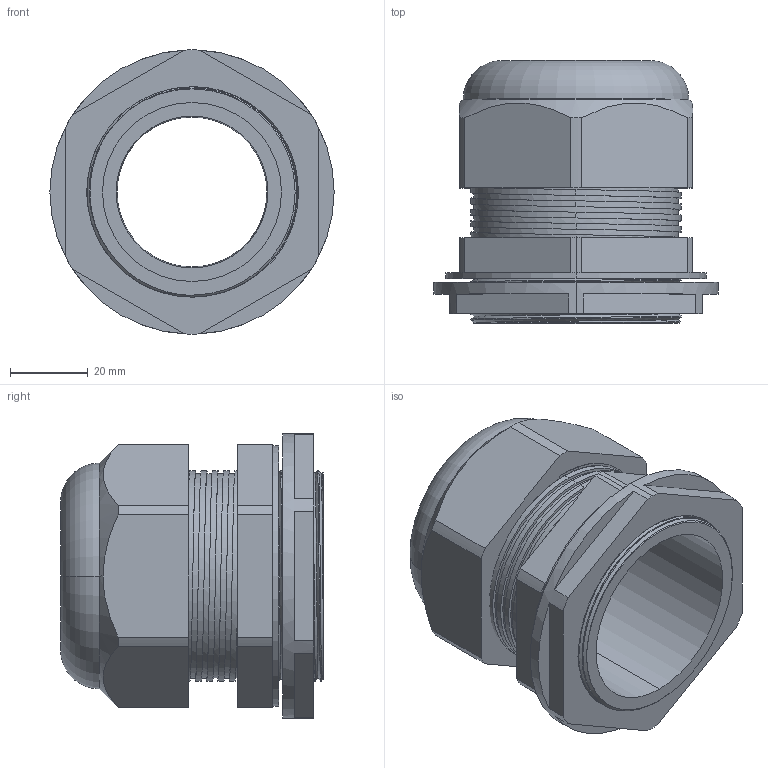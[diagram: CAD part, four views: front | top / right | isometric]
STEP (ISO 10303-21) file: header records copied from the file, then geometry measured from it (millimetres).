
FILE_DESCRIPTION (( 'STEP AP203' ), '1' );
FILE_NAME ('BMX-29-W.step', '2016-02-11T13:28:26', ( '' ), ( '' ), 'SwSTEP 2.0', 'SolidWorks 2015', '' );
FILE_SCHEMA (( 'CONFIG_CONTROL_DESIGN' ));
Length unit declared in the file: millimetre
Products named in the file (1): BMX-29-W
Bounding box: 73 x 67.5 x 73 mm (x, y, z)
Volume: 87876.5 mm3; surface area: 57436.6 mm2
Topology: 5 solids, 5 shells, 299 faces, 853 edges, 567 vertices
Faces by surface type: cylinder 140, plane 138, bspline 10, cone 7, torus 4
Entity records: 14820 total; most frequent: CARTESIAN_POINT 7129, ORIENTED_EDGE 1706, DIRECTION 1539, EDGE_CURVE 853, VERTEX_POINT 567, AXIS2_PLACEMENT_3D 546, LINE 447, VECTOR 447
